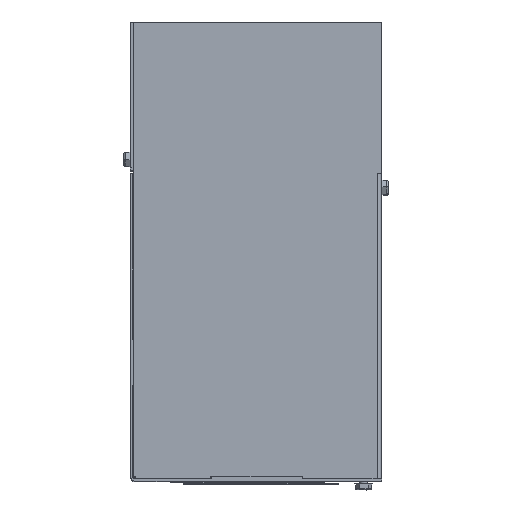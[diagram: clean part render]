
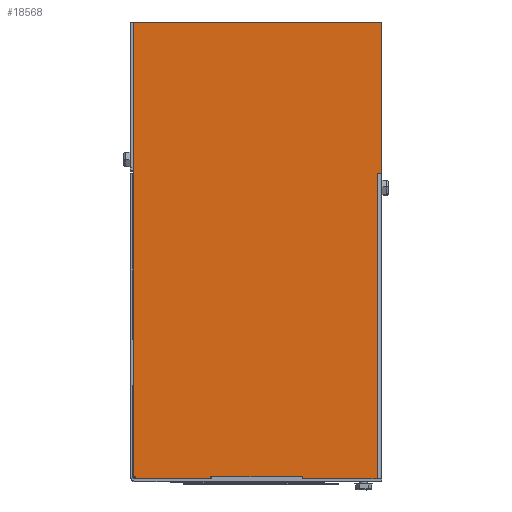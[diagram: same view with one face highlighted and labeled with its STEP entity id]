
A CAD part, top view. The second image highlights one B-rep face of the part: STEP entity #18568.
In plain terms, the highlighted planar face has unit normal (0, 0, 1).
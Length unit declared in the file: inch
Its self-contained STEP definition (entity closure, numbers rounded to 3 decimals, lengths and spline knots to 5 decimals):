
#466 = FACE_OUTER_BOUND ( 'NONE', #11055, .T. ) ;
#900 = VECTOR ( 'NONE', #86805, 39.37008 ) ;
#958 = EDGE_CURVE ( 'NONE', #92881, #53121, #56858, .T. ) ;
#2660 = EDGE_CURVE ( 'NONE', #19098, #30131, #5330, .T. ) ;
#3627 = VECTOR ( 'NONE', #25388, 39.37008 ) ;
#3927 = EDGE_CURVE ( 'NONE', #68922, #52498, #91166, .T. ) ;
#4970 = EDGE_CURVE ( 'NONE', #20145, #30131, #70410, .T. ) ;
#5330 = LINE ( 'NONE', #71306, #14709 ) ;
#5387 = CARTESIAN_POINT ( 'NONE',  ( 4.40389, -9.00957, 8.9544 ) ) ;
#5389 = VECTOR ( 'NONE', #6369, 39.37008 ) ;
#6298 = EDGE_CURVE ( 'NONE', #15671, #92881, #26296, .T. ) ;
#6369 = DIRECTION ( 'NONE',  ( -1., 0., 0. ) ) ;
#7466 = VERTEX_POINT ( 'NONE', #40869 ) ;
#11055 = EDGE_LOOP ( 'NONE', ( #37578, #58256, #95687, #52713, #70370, #86552, #50384, #44855, #54359, #91825, #20390, #80957 ) ) ;
#11438 = VECTOR ( 'NONE', #57860, 39.37008 ) ;
#12044 = CARTESIAN_POINT ( 'NONE',  ( -0.89251, -8.96157, 8.9544 ) ) ;
#14709 = VECTOR ( 'NONE', #25289, 39.37008 ) ;
#15326 = LINE ( 'NONE', #44932, #42457 ) ;
#15671 = VERTEX_POINT ( 'NONE', #77270 ) ;
#18133 = VECTOR ( 'NONE', #43252, 39.37008 ) ;
#18568 = ADVANCED_FACE ( 'NONE', ( #466 ), #74677, .T. ) ;
#19098 = VERTEX_POINT ( 'NONE', #82892 ) ;
#20145 = VERTEX_POINT ( 'NONE', #85499 ) ;
#20358 = CARTESIAN_POINT ( 'NONE',  ( -0.94051, -9.00957, 8.9544 ) ) ;
#20390 = ORIENTED_EDGE ( 'NONE', *, *, #92373, .T. ) ;
#21836 = DIRECTION ( 'NONE',  ( 1., 0., 0. ) ) ;
#24236 = DIRECTION ( 'NONE',  ( 0., 1., 0. ) ) ;
#25289 = DIRECTION ( 'NONE',  ( 0., 1., 0. ) ) ;
#25388 = DIRECTION ( 'NONE',  ( 1., 0., 0. ) ) ;
#25499 = VECTOR ( 'NONE', #24236, 39.37008 ) ;
#25951 = VECTOR ( 'NONE', #92955, 39.37008 ) ;
#26052 = CARTESIAN_POINT ( 'NONE',  ( -0.94051, -9.00957, 8.9544 ) ) ;
#26296 = LINE ( 'NONE', #59213, #18133 ) ;
#26516 = VECTOR ( 'NONE', #45655, 39.37008 ) ;
#27285 = LINE ( 'NONE', #65582, #5389 ) ;
#30131 = VERTEX_POINT ( 'NONE', #12044 ) ;
#30651 = CARTESIAN_POINT ( 'NONE',  ( -0.94051, 1.00043, 8.9544 ) ) ;
#31313 = AXIS2_PLACEMENT_3D ( 'NONE', #59172, #81491, #21836 ) ;
#31599 = DIRECTION ( 'NONE',  ( 0., -1., 0. ) ) ;
#31637 = VERTEX_POINT ( 'NONE', #86339 ) ;
#33937 = EDGE_CURVE ( 'NONE', #7466, #20145, #60219, .T. ) ;
#37578 = ORIENTED_EDGE ( 'NONE', *, *, #3927, .T. ) ;
#37611 = EDGE_CURVE ( 'NONE', #31637, #7466, #27285, .T. ) ;
#40069 = EDGE_CURVE ( 'NONE', #94903, #68922, #49029, .T. ) ;
#40352 = CARTESIAN_POINT ( 'NONE',  ( 4.49949, -2.31972, 8.9544 ) ) ;
#40869 = CARTESIAN_POINT ( 'NONE',  ( -0.94051, 1.00043, 8.9544 ) ) ;
#42457 = VECTOR ( 'NONE', #74481, 39.37008 ) ;
#42743 = EDGE_CURVE ( 'NONE', #19098, #15671, #70169, .T. ) ;
#42858 = LINE ( 'NONE', #72408, #11438 ) ;
#43252 = DIRECTION ( 'NONE',  ( 0., 1., 0. ) ) ;
#43492 = VERTEX_POINT ( 'NONE', #40352 ) ;
#44855 = ORIENTED_EDGE ( 'NONE', *, *, #42743, .T. ) ;
#44932 = CARTESIAN_POINT ( 'NONE',  ( 4.49949, 1.00043, 8.9544 ) ) ;
#45655 = DIRECTION ( 'NONE',  ( 0., -1., 0. ) ) ;
#45808 = VECTOR ( 'NONE', #77221, 39.37008 ) ;
#49029 = LINE ( 'NONE', #20358, #900 ) ;
#49952 = CARTESIAN_POINT ( 'NONE',  ( 2.76349, -9.00957, 8.9544 ) ) ;
#50384 = ORIENTED_EDGE ( 'NONE', *, *, #2660, .F. ) ;
#52498 = VERTEX_POINT ( 'NONE', #60600 ) ;
#52713 = ORIENTED_EDGE ( 'NONE', *, *, #37611, .T. ) ;
#53108 = EDGE_CURVE ( 'NONE', #52498, #43492, #42858, .T. ) ;
#53121 = VERTEX_POINT ( 'NONE', #87451 ) ;
#53873 = CARTESIAN_POINT ( 'NONE',  ( 2.76349, -9.00957, 8.9544 ) ) ;
#54359 = ORIENTED_EDGE ( 'NONE', *, *, #6298, .T. ) ;
#54568 = EDGE_CURVE ( 'NONE', #43492, #31637, #15326, .T. ) ;
#55991 = CARTESIAN_POINT ( 'NONE',  ( 0.76349, -8.96157, 8.9544 ) ) ;
#56858 = LINE ( 'NONE', #91810, #3627 ) ;
#57860 = DIRECTION ( 'NONE',  ( 1., 0., 0. ) ) ;
#58256 = ORIENTED_EDGE ( 'NONE', *, *, #53108, .T. ) ;
#59172 = CARTESIAN_POINT ( 'NONE',  ( -0.99551, 0.95793, 8.9544 ) ) ;
#59213 = CARTESIAN_POINT ( 'NONE',  ( 0.76349, -9.00957, 8.9544 ) ) ;
#60187 = LINE ( 'NONE', #53873, #26516 ) ;
#60219 = LINE ( 'NONE', #30651, #87355 ) ;
#60600 = CARTESIAN_POINT ( 'NONE',  ( 4.40389, -2.31972, 8.9544 ) ) ;
#61090 = CARTESIAN_POINT ( 'NONE',  ( 4.40389, 1.00043, 8.9544 ) ) ;
#65582 = CARTESIAN_POINT ( 'NONE',  ( -0.94051, 1.00043, 8.9544 ) ) ;
#68922 = VERTEX_POINT ( 'NONE', #5387 ) ;
#70169 = LINE ( 'NONE', #26052, #25951 ) ;
#70370 = ORIENTED_EDGE ( 'NONE', *, *, #33937, .T. ) ;
#70410 = LINE ( 'NONE', #92728, #45808 ) ;
#71306 = CARTESIAN_POINT ( 'NONE',  ( -0.89251, -8.96157, 8.9544 ) ) ;
#72408 = CARTESIAN_POINT ( 'NONE',  ( -0.94051, -2.31972, 8.9544 ) ) ;
#74481 = DIRECTION ( 'NONE',  ( 0., 1., 0. ) ) ;
#74677 = PLANE ( 'NONE',  #31313 ) ;
#77221 = DIRECTION ( 'NONE',  ( 1., 0., 0. ) ) ;
#77270 = CARTESIAN_POINT ( 'NONE',  ( 0.76349, -9.00957, 8.9544 ) ) ;
#80957 = ORIENTED_EDGE ( 'NONE', *, *, #40069, .T. ) ;
#81491 = DIRECTION ( 'NONE',  ( 0., 0., 1. ) ) ;
#82892 = CARTESIAN_POINT ( 'NONE',  ( -0.89251, -9.00957, 8.9544 ) ) ;
#85499 = CARTESIAN_POINT ( 'NONE',  ( -0.94051, -8.96157, 8.9544 ) ) ;
#86339 = CARTESIAN_POINT ( 'NONE',  ( 4.49949, 1.00043, 8.9544 ) ) ;
#86552 = ORIENTED_EDGE ( 'NONE', *, *, #4970, .T. ) ;
#86805 = DIRECTION ( 'NONE',  ( 1., 0., 0. ) ) ;
#87355 = VECTOR ( 'NONE', #31599, 39.37008 ) ;
#87451 = CARTESIAN_POINT ( 'NONE',  ( 2.76349, -8.96157, 8.9544 ) ) ;
#91166 = LINE ( 'NONE', #61090, #25499 ) ;
#91810 = CARTESIAN_POINT ( 'NONE',  ( -0.94051, -8.96157, 8.9544 ) ) ;
#91825 = ORIENTED_EDGE ( 'NONE', *, *, #958, .T. ) ;
#92373 = EDGE_CURVE ( 'NONE', #53121, #94903, #60187, .T. ) ;
#92728 = CARTESIAN_POINT ( 'NONE',  ( -0.94051, -8.96157, 8.9544 ) ) ;
#92881 = VERTEX_POINT ( 'NONE', #55991 ) ;
#92955 = DIRECTION ( 'NONE',  ( 1., 0., 0. ) ) ;
#94903 = VERTEX_POINT ( 'NONE', #49952 ) ;
#95687 = ORIENTED_EDGE ( 'NONE', *, *, #54568, .T. ) ;
